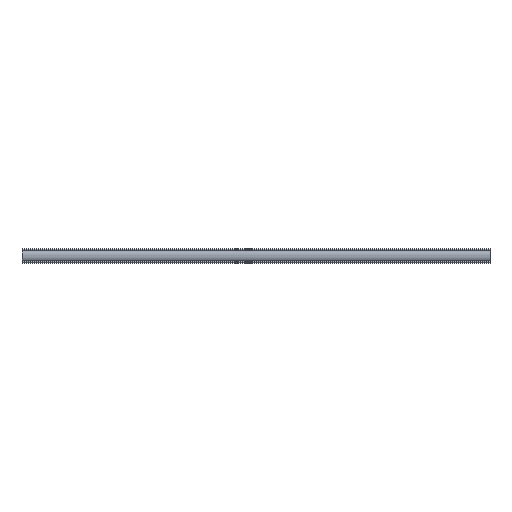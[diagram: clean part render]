
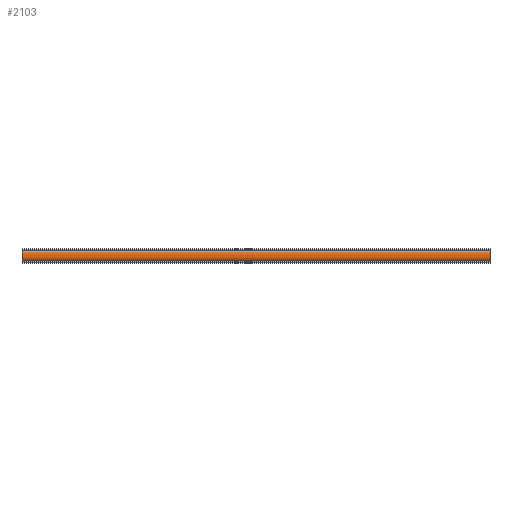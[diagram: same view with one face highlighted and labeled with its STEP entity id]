
A CAD part, left-side view. The second image highlights one B-rep face of the part: STEP entity #2103.
In plain terms, the highlighted cylindrical face has radius 15 mm (diameter 30 mm), a partial arc.
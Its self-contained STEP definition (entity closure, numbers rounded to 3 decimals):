
#129=FACE_OUTER_BOUND('',#239,.T.);
#239=EDGE_LOOP('',(#1629,#1630,#1631,#1632));
#391=LINE('',#3640,#547);
#392=LINE('',#3646,#548);
#547=VECTOR('',#2971,1000.);
#548=VECTOR('',#2978,1000.);
#709=CIRCLE('',#2348,15.);
#710=CIRCLE('',#2349,15.);
#917=VERTEX_POINT('',#3636);
#918=VERTEX_POINT('',#3638);
#919=VERTEX_POINT('',#3642);
#920=VERTEX_POINT('',#3644);
#1219=EDGE_CURVE('',#917,#918,#391,.T.);
#1220=EDGE_CURVE('',#919,#917,#709,.T.);
#1221=EDGE_CURVE('',#920,#918,#710,.T.);
#1222=EDGE_CURVE('',#919,#920,#392,.T.);
#1629=ORIENTED_EDGE('',*,*,#1220,.T.);
#1630=ORIENTED_EDGE('',*,*,#1219,.T.);
#1631=ORIENTED_EDGE('',*,*,#1221,.F.);
#1632=ORIENTED_EDGE('',*,*,#1222,.F.);
#1999=CYLINDRICAL_SURFACE('',#2347,15.);
#2103=ADVANCED_FACE('',(#129),#1999,.T.);
#2347=AXIS2_PLACEMENT_3D('',#3641,#2972,#2973);
#2348=AXIS2_PLACEMENT_3D('',#3643,#2974,#2975);
#2349=AXIS2_PLACEMENT_3D('',#3645,#2976,#2977);
#2971=DIRECTION('',(0.,1.,0.));
#2972=DIRECTION('center_axis',(0.,1.,0.));
#2973=DIRECTION('ref_axis',(-0.856,0.,-0.517));
#2974=DIRECTION('center_axis',(0.,1.,0.));
#2975=DIRECTION('ref_axis',(-0.856,0.,-0.517));
#2976=DIRECTION('center_axis',(0.,1.,0.));
#2977=DIRECTION('ref_axis',(-0.856,0.,-0.517));
#2978=DIRECTION('',(0.,1.,0.));
#3636=CARTESIAN_POINT('',(-12.84,0.,7.755));
#3638=CARTESIAN_POINT('',(-12.84,1000.,7.755));
#3640=CARTESIAN_POINT('',(-12.84,0.,7.755));
#3641=CARTESIAN_POINT('Origin',(0.,0.,0.));
#3642=CARTESIAN_POINT('',(-12.84,0.,-7.755));
#3643=CARTESIAN_POINT('Origin',(0.,0.,0.));
#3644=CARTESIAN_POINT('',(-12.84,1000.,-7.755));
#3645=CARTESIAN_POINT('Origin',(0.,1000.,0.));
#3646=CARTESIAN_POINT('',(-12.84,0.,-7.755));
